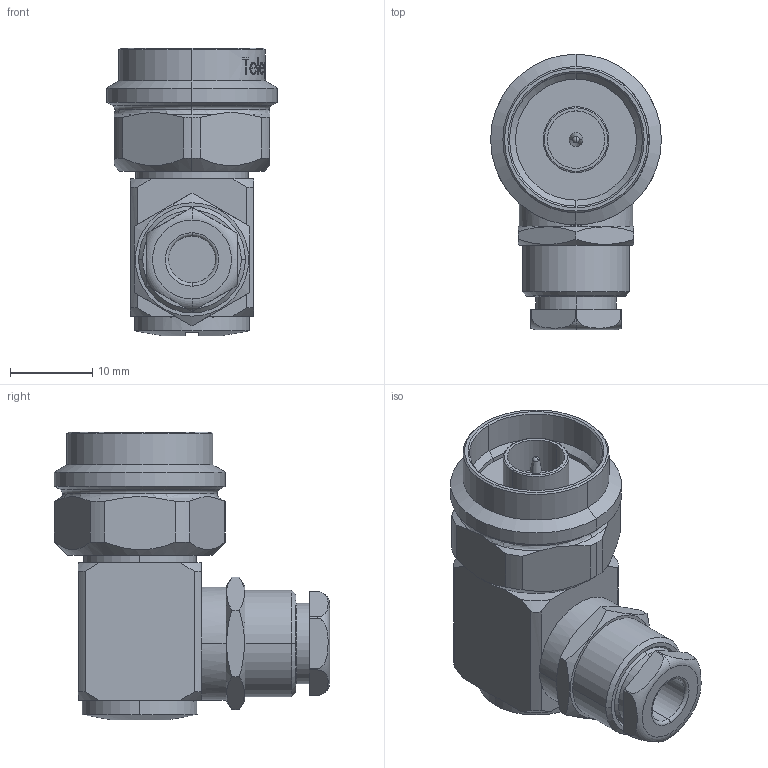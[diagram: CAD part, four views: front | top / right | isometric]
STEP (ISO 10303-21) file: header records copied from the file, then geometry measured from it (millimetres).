
FILE_DESCRIPTION (( 'STEP AP214' ), '1' );
FILE_NAME ('J01020C0122.STEP', '2013-04-18T11:53:53', ( 'Wartung1' ), ( '' ), 'SwSTEP 2.0', 'SolidWorks 2012', '' );
FILE_SCHEMA (( 'AUTOMOTIVE_DESIGN' ));
Length unit declared in the file: millimetre
Products named in the file (1): J01020C0122
Bounding box: 20.8 x 33.5 x 35.02 mm (x, y, z)
Volume: 9403.5 mm3; surface area: 4069.2 mm2
Topology: 1 solids, 1 shells, 309 faces, 795 edges, 517 vertices
Faces by surface type: plane 104, bspline 83, cylinder 69, cone 41, torus 10, sphere 2
Entity records: 20927 total; most frequent: CARTESIAN_POINT 10757, ORIENTED_EDGE 1590, DIRECTION 1138, EDGE_CURVE 795, VERTEX_POINT 517, AXIS2_PLACEMENT_3D 457, B_SPLINE_CURVE_WITH_KNOTS 341, EDGE_LOOP 338
